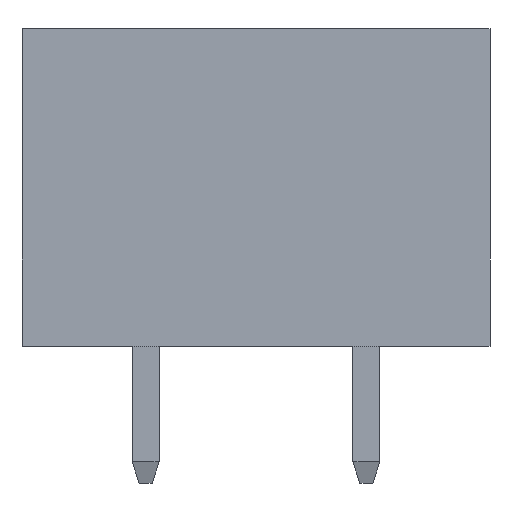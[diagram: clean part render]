
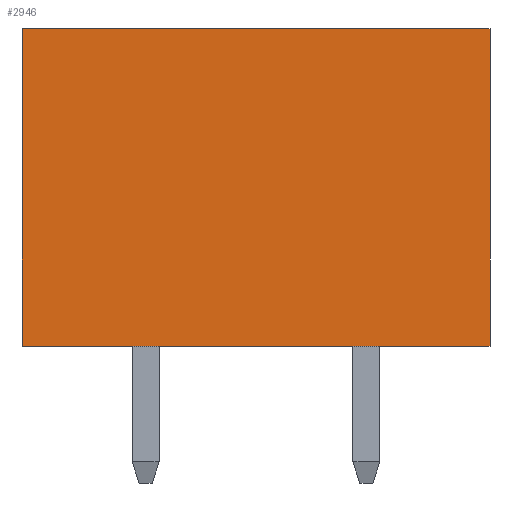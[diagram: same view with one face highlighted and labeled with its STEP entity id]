
A CAD part, front view. The second image highlights one B-rep face of the part: STEP entity #2946.
In plain terms, the highlighted planar face has unit normal (0, -1, 0).
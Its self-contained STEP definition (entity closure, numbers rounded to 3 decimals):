
#370=FACE_OUTER_BOUND('',#527,.T.);
#527=EDGE_LOOP('',(#2016,#2017,#2018,#2019));
#714=LINE('',#4312,#997);
#715=LINE('',#4315,#998);
#716=LINE('',#4317,#999);
#717=LINE('',#4318,#1000);
#997=VECTOR('',#3468,10.);
#998=VECTOR('',#3471,10.);
#999=VECTOR('',#3472,10.);
#1000=VECTOR('',#3473,10.);
#1269=VERTEX_POINT('',#4308);
#1270=VERTEX_POINT('',#4310);
#1271=VERTEX_POINT('',#4314);
#1272=VERTEX_POINT('',#4316);
#1562=EDGE_CURVE('',#1269,#1270,#714,.T.);
#1563=EDGE_CURVE('',#1271,#1269,#715,.T.);
#1564=EDGE_CURVE('',#1272,#1270,#716,.T.);
#1565=EDGE_CURVE('',#1271,#1272,#717,.T.);
#2016=ORIENTED_EDGE('',*,*,#1563,.T.);
#2017=ORIENTED_EDGE('',*,*,#1562,.T.);
#2018=ORIENTED_EDGE('',*,*,#1564,.F.);
#2019=ORIENTED_EDGE('',*,*,#1565,.F.);
#2847=PLANE('',#3144);
#2946=ADVANCED_FACE('',(#370),#2847,.T.);
#3144=AXIS2_PLACEMENT_3D('',#4313,#3469,#3470);
#3468=DIRECTION('',(0.,0.,1.));
#3469=DIRECTION('center_axis',(0.,-1.,0.));
#3470=DIRECTION('ref_axis',(1.,0.,0.));
#3471=DIRECTION('',(1.,0.,0.));
#3472=DIRECTION('',(1.,0.,0.));
#3473=DIRECTION('',(0.,0.,1.));
#4308=CARTESIAN_POINT('',(4.35,-2.25,0.));
#4310=CARTESIAN_POINT('',(4.35,-2.25,5.9));
#4312=CARTESIAN_POINT('',(4.35,-2.25,0.));
#4313=CARTESIAN_POINT('Origin',(-4.35,-2.25,0.));
#4314=CARTESIAN_POINT('',(-4.35,-2.25,0.));
#4315=CARTESIAN_POINT('',(-4.35,-2.25,0.));
#4316=CARTESIAN_POINT('',(-4.35,-2.25,5.9));
#4317=CARTESIAN_POINT('',(-4.35,-2.25,5.9));
#4318=CARTESIAN_POINT('',(-4.35,-2.25,0.));
